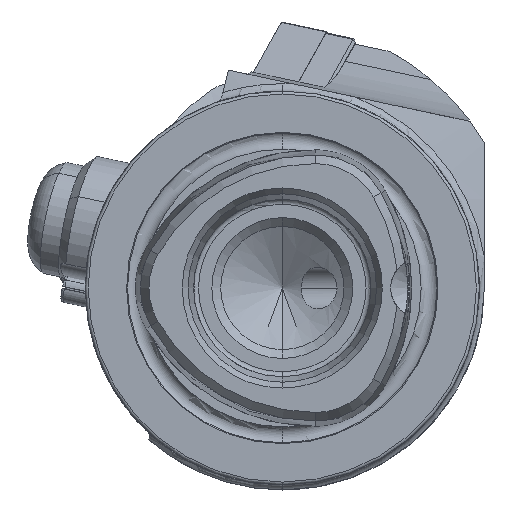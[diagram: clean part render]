
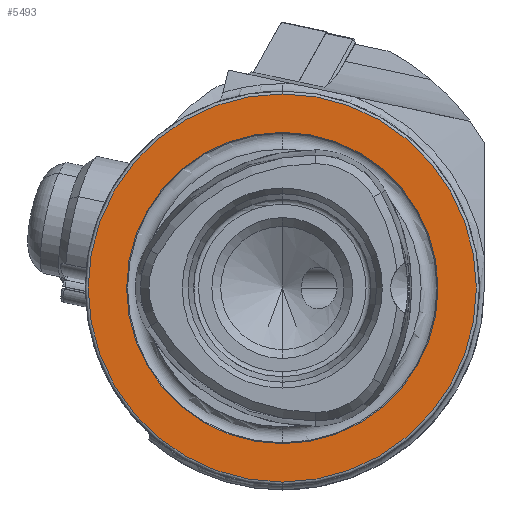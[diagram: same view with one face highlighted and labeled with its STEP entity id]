
A CAD part, left-side view. The second image highlights one B-rep face of the part: STEP entity #5493.
In plain terms, the highlighted planar face has unit normal (-1, 0, 0).
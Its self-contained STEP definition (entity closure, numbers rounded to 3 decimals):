
#110 = VERTEX_POINT ( 'NONE', #5662 ) ;
#197 = CARTESIAN_POINT ( 'NONE',  ( 0., 0., -15.8 ) ) ;
#259 = AXIS2_PLACEMENT_3D ( 'NONE', #13246, #14423, #9762 ) ;
#316 = EDGE_CURVE ( 'NONE', #3245, #3305, #14845, .T. ) ;
#375 = CARTESIAN_POINT ( 'NONE',  ( 0., 0., 0. ) ) ;
#1614 = CARTESIAN_POINT ( 'NONE',  ( 0., 0., 0. ) ) ;
#2841 = PLANE ( 'NONE',  #4056 ) ;
#3245 = VERTEX_POINT ( 'NONE', #4363 ) ;
#3305 = VERTEX_POINT ( 'NONE', #197 ) ;
#3837 = DIRECTION ( 'NONE',  ( 0., 0., 1. ) ) ;
#4056 = AXIS2_PLACEMENT_3D ( 'NONE', #12154, #9709, #13350 ) ;
#4363 = CARTESIAN_POINT ( 'NONE',  ( 0., 0., 15.8 ) ) ;
#4496 = ORIENTED_EDGE ( 'NONE', *, *, #7316, .T. ) ;
#4663 = CIRCLE ( 'NONE', #10921, 15.8 ) ;
#5258 = AXIS2_PLACEMENT_3D ( 'NONE', #375, #13187, #9700 ) ;
#5493 = ADVANCED_FACE ( 'NONE', ( #13361, #11131 ), #2841, .F. ) ;
#5662 = CARTESIAN_POINT ( 'NONE',  ( 0., 0., -19.7 ) ) ;
#5876 = DIRECTION ( 'NONE',  ( -1., 0., 0. ) ) ;
#6815 = EDGE_CURVE ( 'NONE', #110, #9039, #8726, .T. ) ;
#6899 = CIRCLE ( 'NONE', #259, 19.7 ) ;
#7316 = EDGE_CURVE ( 'NONE', #9039, #110, #6899, .T. ) ;
#7690 = ORIENTED_EDGE ( 'NONE', *, *, #316, .F. ) ;
#8416 = AXIS2_PLACEMENT_3D ( 'NONE', #1614, #14261, #3837 ) ;
#8726 = CIRCLE ( 'NONE', #8416, 19.7 ) ;
#9039 = VERTEX_POINT ( 'NONE', #10301 ) ;
#9700 = DIRECTION ( 'NONE',  ( 0., 0., 1. ) ) ;
#9709 = DIRECTION ( 'NONE',  ( 1., 0., 0. ) ) ;
#9762 = DIRECTION ( 'NONE',  ( 0., 0., 1. ) ) ;
#10301 = CARTESIAN_POINT ( 'NONE',  ( 0., 0., 19.7 ) ) ;
#10469 = ORIENTED_EDGE ( 'NONE', *, *, #6815, .T. ) ;
#10921 = AXIS2_PLACEMENT_3D ( 'NONE', #11623, #5876, #14082 ) ;
#11131 = FACE_OUTER_BOUND ( 'NONE', #14831, .T. ) ;
#11288 = EDGE_CURVE ( 'NONE', #3305, #3245, #4663, .T. ) ;
#11623 = CARTESIAN_POINT ( 'NONE',  ( 0., 0., 0. ) ) ;
#12154 = CARTESIAN_POINT ( 'NONE',  ( 0., 15.8, 0. ) ) ;
#12192 = EDGE_LOOP ( 'NONE', ( #7690, #14605 ) ) ;
#13187 = DIRECTION ( 'NONE',  ( -1., 0., 0. ) ) ;
#13246 = CARTESIAN_POINT ( 'NONE',  ( 0., 0., 0. ) ) ;
#13350 = DIRECTION ( 'NONE',  ( 0., 0., -1. ) ) ;
#13361 = FACE_BOUND ( 'NONE', #12192, .T. ) ;
#14082 = DIRECTION ( 'NONE',  ( 0., 0., 1. ) ) ;
#14261 = DIRECTION ( 'NONE',  ( -1., 0., 0. ) ) ;
#14423 = DIRECTION ( 'NONE',  ( -1., 0., 0. ) ) ;
#14605 = ORIENTED_EDGE ( 'NONE', *, *, #11288, .F. ) ;
#14831 = EDGE_LOOP ( 'NONE', ( #4496, #10469 ) ) ;
#14845 = CIRCLE ( 'NONE', #5258, 15.8 ) ;
